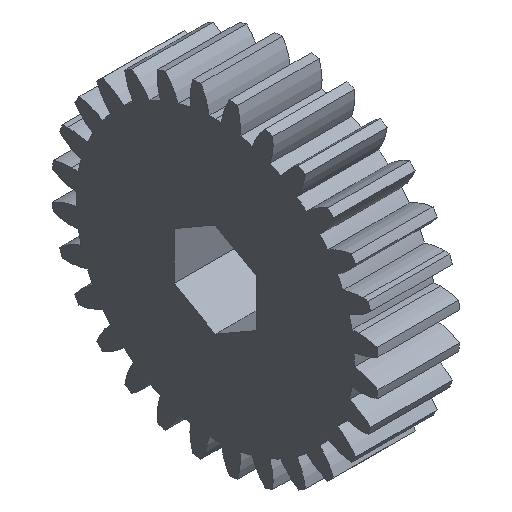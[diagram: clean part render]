
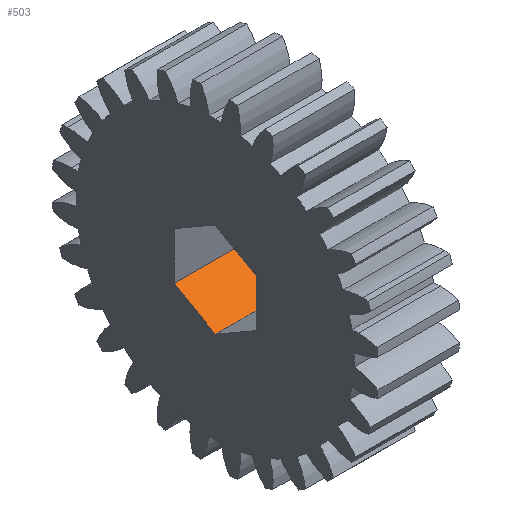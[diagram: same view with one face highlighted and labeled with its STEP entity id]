
A CAD part, isometric view. The second image highlights one B-rep face of the part: STEP entity #503.
In plain terms, the highlighted planar face has unit normal (0, -0.5, 0.866).
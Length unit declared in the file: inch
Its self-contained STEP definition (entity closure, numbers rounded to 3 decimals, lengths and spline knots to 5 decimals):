
#74 = VECTOR ( 'NONE', #2242, 39.37008 ) ;
#100 = AXIS2_PLACEMENT_3D ( 'NONE', #2318, #2324, #2325 ) ;
#307 = EDGE_LOOP ( 'NONE', ( #3806, #3807, #3808, #3809 ) ) ;
#482 = EDGE_CURVE ( 'NONE', #3167, #3200, #4220, .T. ) ;
#503 = ADVANCED_FACE ( 'NONE', ( #2322 ), #2316, .F. ) ;
#553 = VECTOR ( 'NONE', #1337, 39.37008 ) ;
#557 = VECTOR ( 'NONE', #1349, 39.37008 ) ;
#562 = VECTOR ( 'NONE', #1364, 39.37008 ) ;
#1335 = LINE ( 'NONE', #1336, #553 ) ;
#1336 = CARTESIAN_POINT ( 'NONE',  ( 0., 0., -0.21708 ) ) ;
#1337 = DIRECTION ( 'NONE',  ( 0., 0.866, 0.5 ) ) ;
#1347 = LINE ( 'NONE', #1348, #557 ) ;
#1348 = CARTESIAN_POINT ( 'NONE',  ( 0., 0., -0.21708 ) ) ;
#1349 = DIRECTION ( 'NONE',  ( 1., 0., 0. ) ) ;
#1362 = LINE ( 'NONE', #1363, #562 ) ;
#1363 = CARTESIAN_POINT ( 'NONE',  ( 0., 0.188, -0.10854 ) ) ;
#1364 = DIRECTION ( 'NONE',  ( 1., 0., 0. ) ) ;
#1989 = CARTESIAN_POINT ( 'NONE',  ( 0., 0., -0.21708 ) ) ;
#1990 = CARTESIAN_POINT ( 'NONE',  ( 0., 0.188, -0.10854 ) ) ;
#2049 = CARTESIAN_POINT ( 'NONE',  ( 0.4, 0., -0.21708 ) ) ;
#2082 = CARTESIAN_POINT ( 'NONE',  ( 0.4, 0.188, -0.10854 ) ) ;
#2242 = DIRECTION ( 'NONE',  ( 0., 0.866, 0.5 ) ) ;
#2316 = PLANE ( 'NONE',  #100 ) ;
#2318 = CARTESIAN_POINT ( 'NONE',  ( 0., 0., -0.21708 ) ) ;
#2322 = FACE_OUTER_BOUND ( 'NONE', #307, .T. ) ;
#2324 = DIRECTION ( 'NONE',  ( 0., 0.5, -0.866 ) ) ;
#2325 = DIRECTION ( 'NONE',  ( 0., 0.866, 0.5 ) ) ;
#2534 = EDGE_CURVE ( 'NONE', #3105, #3106, #1335, .T. ) ;
#2538 = EDGE_CURVE ( 'NONE', #3105, #3167, #1347, .T. ) ;
#2543 = EDGE_CURVE ( 'NONE', #3106, #3200, #1362, .T. ) ;
#3105 = VERTEX_POINT ( 'NONE', #1989 ) ;
#3106 = VERTEX_POINT ( 'NONE', #1990 ) ;
#3167 = VERTEX_POINT ( 'NONE', #2049 ) ;
#3200 = VERTEX_POINT ( 'NONE', #2082 ) ;
#3806 = ORIENTED_EDGE ( 'NONE', *, *, #482, .T. ) ;
#3807 = ORIENTED_EDGE ( 'NONE', *, *, #2543, .F. ) ;
#3808 = ORIENTED_EDGE ( 'NONE', *, *, #2534, .F. ) ;
#3809 = ORIENTED_EDGE ( 'NONE', *, *, #2538, .T. ) ;
#4220 = LINE ( 'NONE', #4221, #74 ) ;
#4221 = CARTESIAN_POINT ( 'NONE',  ( 0.4, 0., -0.21708 ) ) ;
